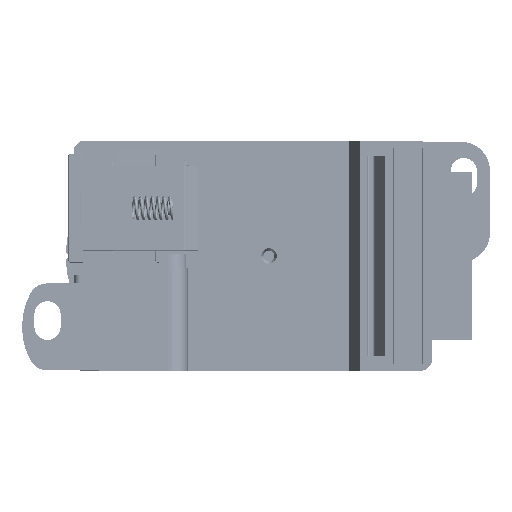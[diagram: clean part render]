
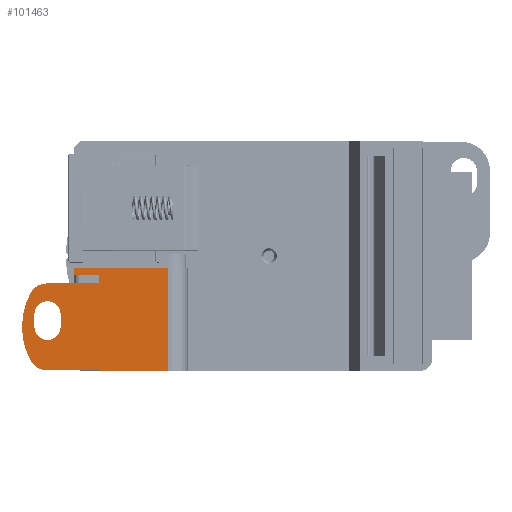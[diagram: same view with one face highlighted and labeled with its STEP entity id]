
A CAD part, front view. The second image highlights one B-rep face of the part: STEP entity #101463.
In plain terms, the highlighted planar face has unit normal (0, -1, 0).
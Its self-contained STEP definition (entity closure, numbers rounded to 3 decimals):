
#151 = CARTESIAN_POINT ( 'NONE',  ( -163.12, -7.022, 173.9 ) ) ;
#662 = VERTEX_POINT ( 'NONE', #114211 ) ;
#1764 = DIRECTION ( 'NONE',  ( 0., 0., -1. ) ) ;
#4923 = CIRCLE ( 'NONE', #95651, 14.6 ) ;
#6054 = CIRCLE ( 'NONE', #37174, 2.7 ) ;
#7679 = EDGE_CURVE ( 'NONE', #146782, #145070, #12530, .T. ) ;
#8098 = EDGE_CURVE ( 'NONE', #87719, #146782, #99200, .T. ) ;
#12530 = LINE ( 'NONE', #136723, #152101 ) ;
#14013 = DIRECTION ( 'NONE',  ( 0., 0., -1. ) ) ;
#16808 = CARTESIAN_POINT ( 'NONE',  ( -165.92, -7.022, 164.35 ) ) ;
#19221 = ORIENTED_EDGE ( 'NONE', *, *, #32458, .T. ) ;
#19523 = CIRCLE ( 'NONE', #156887, 3.9 ) ;
#19745 = CARTESIAN_POINT ( 'NONE',  ( -174.051, -7.022, 172.4 ) ) ;
#21143 = EDGE_CURVE ( 'NONE', #116882, #68661, #79467, .T. ) ;
#24297 = CARTESIAN_POINT ( 'NONE',  ( -158.02, -7.022, 152.8 ) ) ;
#24396 = ORIENTED_EDGE ( 'NONE', *, *, #111908, .T. ) ;
#24764 = LINE ( 'NONE', #111645, #42381 ) ;
#26468 = LINE ( 'NONE', #101169, #74845 ) ;
#27125 = EDGE_CURVE ( 'NONE', #139096, #66265, #26468, .T. ) ;
#27272 = LINE ( 'NONE', #64641, #124223 ) ;
#29644 = DIRECTION ( 'NONE',  ( 1., 0., 0. ) ) ;
#29704 = ORIENTED_EDGE ( 'NONE', *, *, #7679, .T. ) ;
#30130 = EDGE_CURVE ( 'NONE', #61821, #97348, #27272, .T. ) ;
#31093 = ORIENTED_EDGE ( 'NONE', *, *, #159511, .T. ) ;
#31202 = EDGE_LOOP ( 'NONE', ( #31093, #113550, #151487, #55794, #136753 ) ) ;
#31504 = CARTESIAN_POINT ( 'NONE',  ( -158.02, -7.022, 170.7 ) ) ;
#32458 = EDGE_CURVE ( 'NONE', #662, #87719, #45682, .T. ) ;
#33950 = AXIS2_PLACEMENT_3D ( 'NONE', #67950, #92316, #54947 ) ;
#34509 = DIRECTION ( 'NONE',  ( 0., 0., 1. ) ) ;
#37174 = AXIS2_PLACEMENT_3D ( 'NONE', #128841, #154014, #116660 ) ;
#38074 = EDGE_CURVE ( 'NONE', #97348, #43333, #82805, .T. ) ;
#39174 = CIRCLE ( 'NONE', #33950, 2.7 ) ;
#39395 = DIRECTION ( 'NONE',  ( 0., -1., 0. ) ) ;
#39574 = CARTESIAN_POINT ( 'NONE',  ( -168.704, -7.022, 156.7 ) ) ;
#40341 = EDGE_LOOP ( 'NONE', ( #149969, #109179, #77944, #40785, #84223, #112578, #124766, #19221, #98008, #29704, #24396, #143672 ) ) ;
#40379 = DIRECTION ( 'NONE',  ( 0., -1., 0. ) ) ;
#40785 = ORIENTED_EDGE ( 'NONE', *, *, #122393, .F. ) ;
#42381 = VECTOR ( 'NONE', #34509, 1000. ) ;
#42616 = CARTESIAN_POINT ( 'NONE',  ( -161.92, -7.022, 152.7 ) ) ;
#43333 = VERTEX_POINT ( 'NONE', #154368 ) ;
#45682 = LINE ( 'NONE', #19745, #87589 ) ;
#46379 = CARTESIAN_POINT ( 'NONE',  ( -163.12, -7.022, 173.9 ) ) ;
#46604 = VERTEX_POINT ( 'NONE', #87863 ) ;
#48145 = VECTOR ( 'NONE', #143017, 1000. ) ;
#48725 = CARTESIAN_POINT ( 'NONE',  ( -174.051, -7.022, 152.7 ) ) ;
#51773 = CARTESIAN_POINT ( 'NONE',  ( -168.62, -7.022, 159.05 ) ) ;
#53923 = CARTESIAN_POINT ( 'NONE',  ( -165.92, -7.022, 152.7 ) ) ;
#54947 = DIRECTION ( 'NONE',  ( 0., 0., -1. ) ) ;
#55794 = ORIENTED_EDGE ( 'NONE', *, *, #160358, .T. ) ;
#57086 = DIRECTION ( 'NONE',  ( 0., -1., 0. ) ) ;
#57264 = AXIS2_PLACEMENT_3D ( 'NONE', #39574, #40379, #124105 ) ;
#59342 = CARTESIAN_POINT ( 'NONE',  ( -163.12, -7.022, 153.9 ) ) ;
#60992 = CARTESIAN_POINT ( 'NONE',  ( -172.142, -7.022, 168.641 ) ) ;
#61821 = VERTEX_POINT ( 'NONE', #62843 ) ;
#62507 = CIRCLE ( 'NONE', #57264, 3.9 ) ;
#62843 = CARTESIAN_POINT ( 'NONE',  ( -168.704, -7.022, 152.8 ) ) ;
#63030 = CARTESIAN_POINT ( 'NONE',  ( -171.32, -7.022, 164.35 ) ) ;
#64641 = CARTESIAN_POINT ( 'NONE',  ( -174.051, -7.022, 152.8 ) ) ;
#66265 = VERTEX_POINT ( 'NONE', #111876 ) ;
#67950 = CARTESIAN_POINT ( 'NONE',  ( -168.62, -7.022, 164.35 ) ) ;
#68661 = VERTEX_POINT ( 'NONE', #117892 ) ;
#70722 = LINE ( 'NONE', #59342, #48145 ) ;
#72264 = CARTESIAN_POINT ( 'NONE',  ( -158.02, -7.022, 152.7 ) ) ;
#72527 = CARTESIAN_POINT ( 'NONE',  ( -168.62, -7.022, 161.75 ) ) ;
#72837 = CARTESIAN_POINT ( 'NONE',  ( -143.72, -7.022, 152.7 ) ) ;
#74845 = VECTOR ( 'NONE', #141494, 1000. ) ;
#76356 = VECTOR ( 'NONE', #153021, 1000. ) ;
#76911 = EDGE_CURVE ( 'NONE', #88496, #61821, #62507, .T. ) ;
#77944 = ORIENTED_EDGE ( 'NONE', *, *, #38074, .T. ) ;
#78318 = LINE ( 'NONE', #53923, #76356 ) ;
#78599 = VERTEX_POINT ( 'NONE', #63030 ) ;
#79467 = CIRCLE ( 'NONE', #100252, 2.7 ) ;
#82805 = LINE ( 'NONE', #72264, #132640 ) ;
#84223 = ORIENTED_EDGE ( 'NONE', *, *, #27125, .T. ) ;
#87589 = VECTOR ( 'NONE', #155369, 1000. ) ;
#87711 = DIRECTION ( 'NONE',  ( 0., -1., 0. ) ) ;
#87719 = VERTEX_POINT ( 'NONE', #146872 ) ;
#87863 = CARTESIAN_POINT ( 'NONE',  ( -165.92, -7.022, 161.75 ) ) ;
#88496 = VERTEX_POINT ( 'NONE', #99549 ) ;
#89765 = DIRECTION ( 'NONE',  ( 1., 0., 0. ) ) ;
#91292 = CARTESIAN_POINT ( 'NONE',  ( -168.704, -7.022, 170.7 ) ) ;
#92316 = DIRECTION ( 'NONE',  ( 0., 1., 0. ) ) ;
#93632 = DIRECTION ( 'NONE',  ( 0., 0., -1. ) ) ;
#95651 = AXIS2_PLACEMENT_3D ( 'NONE', #150712, #39395, #89765 ) ;
#97094 = VERTEX_POINT ( 'NONE', #151 ) ;
#97348 = VERTEX_POINT ( 'NONE', #24297 ) ;
#98008 = ORIENTED_EDGE ( 'NONE', *, *, #8098, .T. ) ;
#99200 = LINE ( 'NONE', #112972, #149452 ) ;
#99549 = CARTESIAN_POINT ( 'NONE',  ( -172.142, -7.022, 154.859 ) ) ;
#100201 = DIRECTION ( 'NONE',  ( -1., 0., 0. ) ) ;
#100252 = AXIS2_PLACEMENT_3D ( 'NONE', #72527, #149638, #14013 ) ;
#101169 = CARTESIAN_POINT ( 'NONE',  ( -143.72, -7.022, 152.7 ) ) ;
#101463 = ADVANCED_FACE ( 'NONE', ( #121043, #149441 ), #108840, .T. ) ;
#104364 = LINE ( 'NONE', #42616, #133909 ) ;
#107312 = EDGE_CURVE ( 'NONE', #97094, #66265, #146289, .T. ) ;
#108097 = AXIS2_PLACEMENT_3D ( 'NONE', #48725, #87711, #158398 ) ;
#108840 = PLANE ( 'NONE',  #108097 ) ;
#109179 = ORIENTED_EDGE ( 'NONE', *, *, #30130, .T. ) ;
#109652 = EDGE_CURVE ( 'NONE', #144844, #46604, #78318, .T. ) ;
#111645 = CARTESIAN_POINT ( 'NONE',  ( -171.32, -7.022, 152.7 ) ) ;
#111876 = CARTESIAN_POINT ( 'NONE',  ( -143.72, -7.022, 173.9 ) ) ;
#111908 = EDGE_CURVE ( 'NONE', #145070, #128844, #19523, .T. ) ;
#112578 = ORIENTED_EDGE ( 'NONE', *, *, #107312, .F. ) ;
#112972 = CARTESIAN_POINT ( 'NONE',  ( -158.02, -7.022, 152.7 ) ) ;
#113550 = ORIENTED_EDGE ( 'NONE', *, *, #150837, .T. ) ;
#113726 = EDGE_CURVE ( 'NONE', #662, #97094, #70722, .T. ) ;
#114211 = CARTESIAN_POINT ( 'NONE',  ( -163.12, -7.022, 172.4 ) ) ;
#116660 = DIRECTION ( 'NONE',  ( 0., 0., -1. ) ) ;
#116882 = VERTEX_POINT ( 'NONE', #51773 ) ;
#117607 = VECTOR ( 'NONE', #156058, 1000. ) ;
#117892 = CARTESIAN_POINT ( 'NONE',  ( -171.32, -7.022, 161.75 ) ) ;
#121043 = FACE_BOUND ( 'NONE', #31202, .T. ) ;
#122393 = EDGE_CURVE ( 'NONE', #139096, #43333, #104364, .T. ) ;
#124105 = DIRECTION ( 'NONE',  ( 0., 0., -1. ) ) ;
#124223 = VECTOR ( 'NONE', #29644, 1000. ) ;
#124766 = ORIENTED_EDGE ( 'NONE', *, *, #113726, .F. ) ;
#125570 = DIRECTION ( 'NONE',  ( -1., 0., 0. ) ) ;
#128841 = CARTESIAN_POINT ( 'NONE',  ( -168.62, -7.022, 161.75 ) ) ;
#128844 = VERTEX_POINT ( 'NONE', #60992 ) ;
#132640 = VECTOR ( 'NONE', #134759, 1000. ) ;
#133049 = EDGE_CURVE ( 'NONE', #128844, #88496, #4923, .T. ) ;
#133909 = VECTOR ( 'NONE', #125570, 1000. ) ;
#134759 = DIRECTION ( 'NONE',  ( 0., 0., -1. ) ) ;
#136723 = CARTESIAN_POINT ( 'NONE',  ( -174.051, -7.022, 170.7 ) ) ;
#136753 = ORIENTED_EDGE ( 'NONE', *, *, #21143, .T. ) ;
#139096 = VERTEX_POINT ( 'NONE', #72837 ) ;
#141494 = DIRECTION ( 'NONE',  ( 0., 0., 1. ) ) ;
#143017 = DIRECTION ( 'NONE',  ( 0., 0., 1. ) ) ;
#143672 = ORIENTED_EDGE ( 'NONE', *, *, #133049, .T. ) ;
#143989 = CARTESIAN_POINT ( 'NONE',  ( -168.704, -7.022, 166.8 ) ) ;
#144844 = VERTEX_POINT ( 'NONE', #16808 ) ;
#145070 = VERTEX_POINT ( 'NONE', #91292 ) ;
#146289 = LINE ( 'NONE', #46379, #117607 ) ;
#146782 = VERTEX_POINT ( 'NONE', #31504 ) ;
#146872 = CARTESIAN_POINT ( 'NONE',  ( -158.02, -7.022, 172.4 ) ) ;
#149441 = FACE_OUTER_BOUND ( 'NONE', #40341, .T. ) ;
#149452 = VECTOR ( 'NONE', #1764, 1000. ) ;
#149638 = DIRECTION ( 'NONE',  ( 0., 1., 0. ) ) ;
#149969 = ORIENTED_EDGE ( 'NONE', *, *, #76911, .T. ) ;
#150712 = CARTESIAN_POINT ( 'NONE',  ( -159.27, -7.022, 161.75 ) ) ;
#150837 = EDGE_CURVE ( 'NONE', #78599, #144844, #39174, .T. ) ;
#151487 = ORIENTED_EDGE ( 'NONE', *, *, #109652, .T. ) ;
#152101 = VECTOR ( 'NONE', #100201, 1000. ) ;
#153021 = DIRECTION ( 'NONE',  ( 0., 0., -1. ) ) ;
#154014 = DIRECTION ( 'NONE',  ( 0., 1., 0. ) ) ;
#154368 = CARTESIAN_POINT ( 'NONE',  ( -158.02, -7.022, 152.7 ) ) ;
#155369 = DIRECTION ( 'NONE',  ( 1., 0., 0. ) ) ;
#156058 = DIRECTION ( 'NONE',  ( 1., 0., 0. ) ) ;
#156887 = AXIS2_PLACEMENT_3D ( 'NONE', #143989, #57086, #93632 ) ;
#158398 = DIRECTION ( 'NONE',  ( 0., 0., -1. ) ) ;
#159511 = EDGE_CURVE ( 'NONE', #68661, #78599, #24764, .T. ) ;
#160358 = EDGE_CURVE ( 'NONE', #46604, #116882, #6054, .T. ) ;
